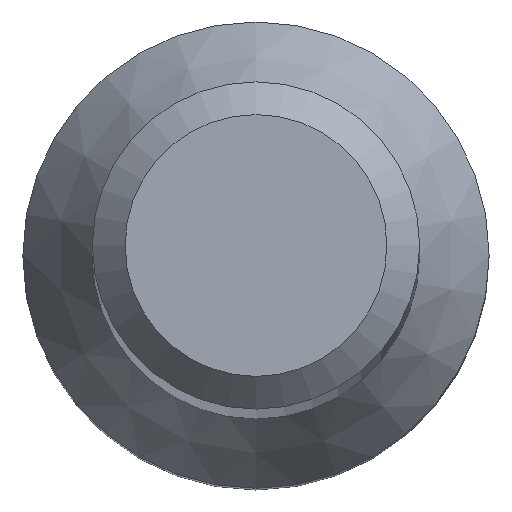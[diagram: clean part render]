
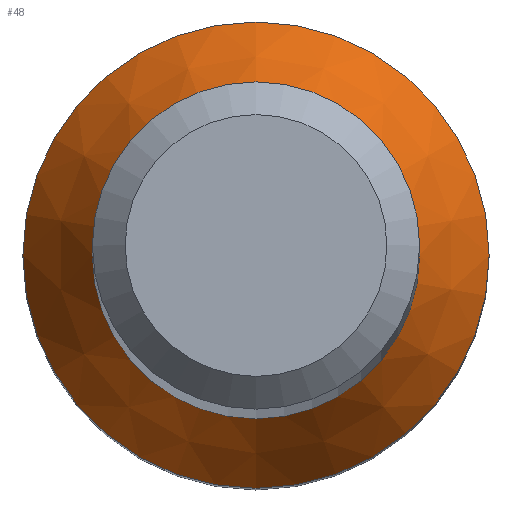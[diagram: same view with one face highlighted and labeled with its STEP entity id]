
A CAD part, top view. The second image highlights one B-rep face of the part: STEP entity #48.
In plain terms, the highlighted conical face has half-angle 30 degrees and reference radius 2.85 mm.
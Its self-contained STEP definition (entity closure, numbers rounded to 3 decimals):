
#6 = CARTESIAN_POINT ( 'NONE',  ( 0., 2., 13.472 ) ) ;
#8 = EDGE_CURVE ( 'NONE', #82, #82, #37, .T. ) ;
#14 = DIRECTION ( 'NONE',  ( 0., 1., 0. ) ) ;
#18 = DIRECTION ( 'NONE',  ( 0., 0., -1. ) ) ;
#23 = CARTESIAN_POINT ( 'NONE',  ( 0., 2.85, 12. ) ) ;
#24 = CIRCLE ( 'NONE', #99, 2. ) ;
#29 = ORIENTED_EDGE ( 'NONE', *, *, #181, .T. ) ;
#37 = CIRCLE ( 'NONE', #207, 2.85 ) ;
#48 = ADVANCED_FACE ( 'NONE', ( #147, #96 ), #58, .T. ) ;
#58 = CONICAL_SURFACE ( 'NONE', #175, 2.85, 0.524 ) ;
#82 = VERTEX_POINT ( 'NONE', #23 ) ;
#96 = FACE_OUTER_BOUND ( 'NONE', #217, .T. ) ;
#99 = AXIS2_PLACEMENT_3D ( 'NONE', #203, #167, #150 ) ;
#104 = ORIENTED_EDGE ( 'NONE', *, *, #8, .F. ) ;
#147 = FACE_BOUND ( 'NONE', #233, .T. ) ;
#150 = DIRECTION ( 'NONE',  ( 0., 1., 0. ) ) ;
#167 = DIRECTION ( 'NONE',  ( 0., 0., -1. ) ) ;
#171 = DIRECTION ( 'NONE',  ( 0., 0., -1. ) ) ;
#175 = AXIS2_PLACEMENT_3D ( 'NONE', #186, #171, #14 ) ;
#181 = EDGE_CURVE ( 'NONE', #226, #226, #24, .T. ) ;
#186 = CARTESIAN_POINT ( 'NONE',  ( 0., 0., 12. ) ) ;
#199 = CARTESIAN_POINT ( 'NONE',  ( 0., 0., 12. ) ) ;
#203 = CARTESIAN_POINT ( 'NONE',  ( 0., 0., 13.472 ) ) ;
#207 = AXIS2_PLACEMENT_3D ( 'NONE', #199, #18, #239 ) ;
#217 = EDGE_LOOP ( 'NONE', ( #104 ) ) ;
#226 = VERTEX_POINT ( 'NONE', #6 ) ;
#233 = EDGE_LOOP ( 'NONE', ( #29 ) ) ;
#239 = DIRECTION ( 'NONE',  ( 0., 1., 0. ) ) ;
